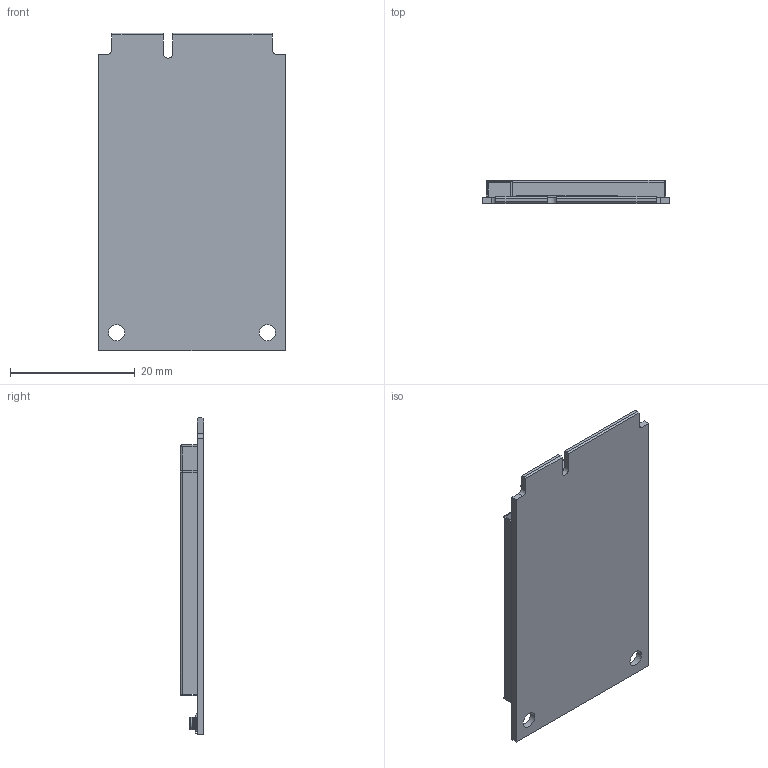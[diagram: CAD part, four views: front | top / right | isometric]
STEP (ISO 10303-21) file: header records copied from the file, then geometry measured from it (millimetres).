
FILE_DESCRIPTION((''),'2;1');
FILE_NAME('PWB-RAK2287L_ASM','2020-12-09T',('lina'),(''),'PRO/ENGINEER BY PARAMETRIC TECHNOLOGY CORPORATION, 2010280','PRO/ENGINEER BY PARAMETRIC TECHNOLOGY CORPORATION, 2010280','');
FILE_SCHEMA(('AUTOMOTIVE_DESIGN { 1 2 10303 214 0 1 1 1 }'));
Length unit declared in the file: millimetre
Products named in the file (4): PWB-RAK2287L; IPEX-FEMALE; RAKU70580018; PWB-RAK2287L_ASM
Assembly tree (4 placements, depth 2):
  PWB-RAK2287L_ASM
    PWB-RAK2287L
    IPEX-FEMALE  x2
    RAKU70580018
Bounding box: 30 x 3.7 x 50.95 mm (x, y, z)
Volume: 1793.8 mm3; surface area: 6174.7 mm2
Topology: 4 solids, 4 shells, 230 faces, 842 edges, 628 vertices
Faces by surface type: plane 149, cylinder 63, cone 10, torus 4, sphere 4
Entity records: 8844 total; most frequent: DIRECTION 1254, CARTESIAN_POINT 1202, ORIENTED_EDGE 816, PRESENTATION_STYLE_ASSIGNMENT 630, STYLED_ITEM 630, CURVE_STYLE 628, VECTOR 540, LINE 540
